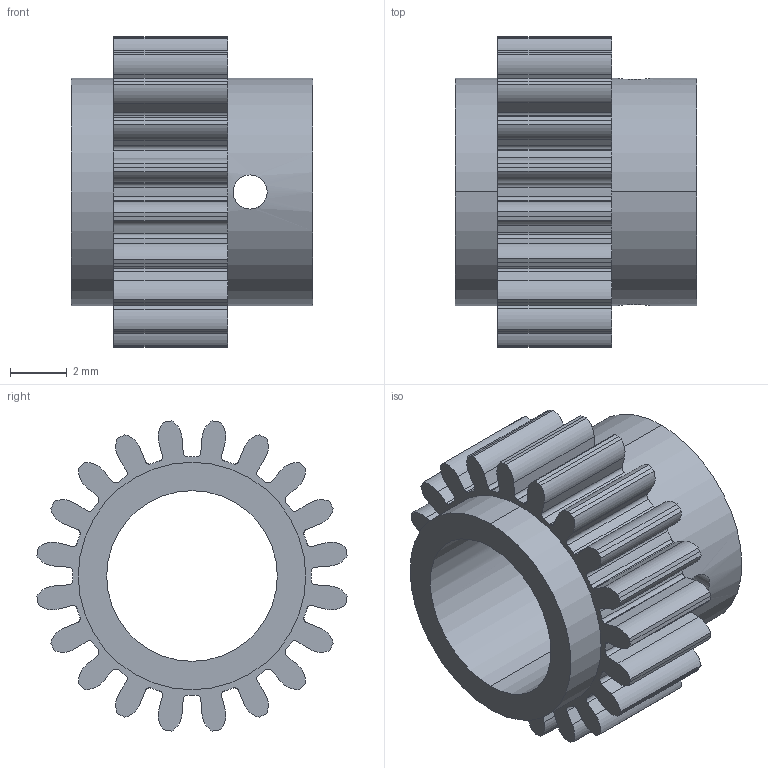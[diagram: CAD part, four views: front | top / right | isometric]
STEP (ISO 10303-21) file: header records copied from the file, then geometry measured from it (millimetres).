
FILE_DESCRIPTION (( 'STEP AP214' ), '1' );
FILE_NAME ('Operand Group - Digits Axle Gear.STEP', '2025-07-06T08:35:28', ( '' ), ( '' ), 'SwSTEP 2.0', 'SolidWorks 2025', '' );
FILE_SCHEMA (( 'AUTOMOTIVE_DESIGN' ));
Length unit declared in the file: millimetre
Products named in the file (1): Operand Group - Digits Axle Gear
Bounding box: 8.5 x 10.91 x 10.91 mm (x, y, z)
Volume: 282.2 mm3; surface area: 654.1 mm2
Topology: 1 solids, 1 shells, 211 faces, 621 edges, 414 vertices
Faces by surface type: cylinder 127, plane 84
Entity records: 7223 total; most frequent: CARTESIAN_POINT 1319, DIRECTION 1283, ORIENTED_EDGE 1242, EDGE_CURVE 621, AXIS2_PLACEMENT_3D 458, VERTEX_POINT 414, LINE 367, VECTOR 367
